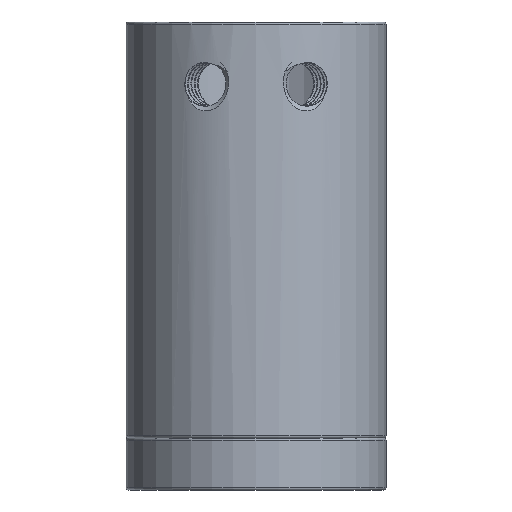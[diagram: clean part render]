
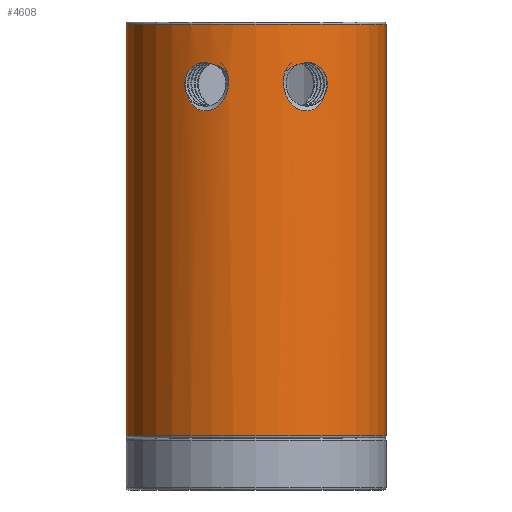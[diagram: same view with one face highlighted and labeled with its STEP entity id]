
A CAD part, front view. The second image highlights one B-rep face of the part: STEP entity #4608.
In plain terms, the highlighted cylindrical face has radius 12.5 mm (diameter 25 mm), a partial arc.
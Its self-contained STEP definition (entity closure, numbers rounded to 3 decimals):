
#3059=CARTESIAN_POINT('',(7.099,6.588,10.623));
#3060=CARTESIAN_POINT('',(7.244,6.542,10.652));
#3061=CARTESIAN_POINT('',(7.519,6.427,10.722));
#3062=CARTESIAN_POINT('',(7.897,6.182,10.866));
#3063=CARTESIAN_POINT('',(8.198,5.882,11.032));
#3064=CARTESIAN_POINT('',(8.411,5.546,11.205));
#3065=CARTESIAN_POINT('',(8.536,5.18,11.379));
#3066=CARTESIAN_POINT('',(8.57,4.799,11.545));
#3067=CARTESIAN_POINT('',(8.51,4.402,11.702));
#3068=CARTESIAN_POINT('',(8.347,3.999,11.845));
#3069=CARTESIAN_POINT('',(8.082,3.613,11.969));
#3070=CARTESIAN_POINT('',(7.71,3.256,12.07));
#3071=CARTESIAN_POINT('',(7.236,2.955,12.147));
#3072=CARTESIAN_POINT('',(6.68,2.737,12.197));
#3073=CARTESIAN_POINT('',(6.068,2.624,12.221));
#3074=CARTESIAN_POINT('',(5.422,2.631,12.22));
#3075=CARTESIAN_POINT('',(5.008,2.715,12.202));
#3076=CARTESIAN_POINT('',(4.802,2.777,12.188));
#3078=CARTESIAN_POINT('',(4.802,2.777,12.188));
#3079=CARTESIAN_POINT('',(4.702,2.879,12.164));
#3080=CARTESIAN_POINT('',(4.515,3.099,12.112));
#3081=CARTESIAN_POINT('',(4.27,3.502,12.002));
#3082=CARTESIAN_POINT('',(4.094,3.939,11.866));
#3083=CARTESIAN_POINT('',(4.028,4.234,11.762));
#3084=CARTESIAN_POINT('',(4.008,4.385,11.706));
#3086=CARTESIAN_POINT('',(4.802,-2.777,12.188));
#3087=CARTESIAN_POINT('',(5.008,-2.715,12.202));
#3088=CARTESIAN_POINT('',(5.422,-2.631,12.22));
#3089=CARTESIAN_POINT('',(6.067,-2.624,12.221));
#3090=CARTESIAN_POINT('',(6.68,-2.737,12.197));
#3091=CARTESIAN_POINT('',(7.235,-2.954,12.147));
#3092=CARTESIAN_POINT('',(7.71,-3.256,12.07));
#3093=CARTESIAN_POINT('',(8.081,-3.612,11.969));
#3094=CARTESIAN_POINT('',(8.347,-3.998,11.846));
#3095=CARTESIAN_POINT('',(8.511,-4.405,11.701));
#3096=CARTESIAN_POINT('',(8.57,-4.806,11.542));
#3097=CARTESIAN_POINT('',(8.535,-5.185,11.376));
#3098=CARTESIAN_POINT('',(8.41,-5.547,11.204));
#3099=CARTESIAN_POINT('',(8.198,-5.881,11.032));
#3100=CARTESIAN_POINT('',(7.897,-6.182,10.866));
#3101=CARTESIAN_POINT('',(7.519,-6.427,10.722));
#3102=CARTESIAN_POINT('',(7.245,-6.542,10.652));
#3103=CARTESIAN_POINT('',(7.099,-6.588,10.623));
#3105=CARTESIAN_POINT('',(4.008,-4.385,11.706));
#3106=CARTESIAN_POINT('',(4.028,-4.234,11.762));
#3107=CARTESIAN_POINT('',(4.094,-3.939,11.866));
#3108=CARTESIAN_POINT('',(4.27,-3.502,12.002));
#3109=CARTESIAN_POINT('',(4.515,-3.099,12.112));
#3110=CARTESIAN_POINT('',(4.702,-2.879,12.164));
#3111=CARTESIAN_POINT('',(4.802,-2.777,12.188));
#3113=CARTESIAN_POINT('',(39.8,0.,0.));
#3114=DIRECTION('',(-1.,0.,0.));
#3115=DIRECTION('',(0.,-1.,0.));
#3116=AXIS2_PLACEMENT_3D('',#3113,#3114,#3115);
#3118=CARTESIAN_POINT('',(0.2,0.,0.));
#3119=DIRECTION('',(-1.,0.,0.));
#3120=DIRECTION('',(0.,-1.,0.));
#3121=AXIS2_PLACEMENT_3D('',#3118,#3119,#3120);
#3200=CARTESIAN_POINT('',(4.008,4.385,11.706));
#3201=CARTESIAN_POINT('',(3.959,4.523,11.654));
#3202=CARTESIAN_POINT('',(3.893,4.807,11.542));
#3203=CARTESIAN_POINT('',(3.898,5.234,11.354));
#3204=CARTESIAN_POINT('',(4.006,5.645,11.156));
#3205=CARTESIAN_POINT('',(4.212,6.02,10.957));
#3206=CARTESIAN_POINT('',(4.508,6.342,10.774));
#3207=CARTESIAN_POINT('',(4.878,6.595,10.62));
#3208=CARTESIAN_POINT('',(5.303,6.768,10.51));
#3209=CARTESIAN_POINT('',(5.759,6.857,10.452));
#3210=CARTESIAN_POINT('',(6.226,6.858,10.451));
#3211=CARTESIAN_POINT('',(6.683,6.772,10.507));
#3212=CARTESIAN_POINT('',(6.966,6.659,10.579));
#3213=CARTESIAN_POINT('',(7.099,6.588,10.623));
#3939=DIRECTION('',(-1.,0.,0.));
#3940=VECTOR('',#3939,39.6);
#3941=CARTESIAN_POINT('',(39.8,12.5,0.));
#3942=LINE('',#3941,#3940);
#3948=DIRECTION('',(-1.,0.,0.));
#3949=VECTOR('',#3948,39.6);
#3950=CARTESIAN_POINT('',(39.8,-12.5,0.));
#3951=LINE('',#3950,#3949);
#3975=CARTESIAN_POINT('',(4.802,-2.777,12.188));
#4250=CARTESIAN_POINT('',(7.099,-6.588,10.623));
#4251=CARTESIAN_POINT('',(6.966,-6.659,10.579));
#4252=CARTESIAN_POINT('',(6.683,-6.772,10.507));
#4253=CARTESIAN_POINT('',(6.226,-6.858,10.451));
#4254=CARTESIAN_POINT('',(5.759,-6.857,10.452));
#4255=CARTESIAN_POINT('',(5.303,-6.768,10.51));
#4256=CARTESIAN_POINT('',(4.878,-6.595,10.62));
#4257=CARTESIAN_POINT('',(4.508,-6.342,10.774));
#4258=CARTESIAN_POINT('',(4.212,-6.02,10.957));
#4259=CARTESIAN_POINT('',(4.006,-5.645,11.156));
#4260=CARTESIAN_POINT('',(3.898,-5.234,11.354));
#4261=CARTESIAN_POINT('',(3.893,-4.807,11.542));
#4262=CARTESIAN_POINT('',(3.959,-4.523,11.654));
#4263=CARTESIAN_POINT('',(4.008,-4.385,11.706));
#4505=VERTEX_POINT('',#3059);
#4506=VERTEX_POINT('',#3076);
#4507=VERTEX_POINT('',#3084);
#4537=VERTEX_POINT('',#3975);
#4539=VERTEX_POINT('',#3103);
#4540=VERTEX_POINT('',#3105);
#4561=CARTESIAN_POINT('',(39.8,12.5,0.));
#4562=CARTESIAN_POINT('',(39.8,-12.5,0.));
#4563=VERTEX_POINT('',#4561);
#4564=VERTEX_POINT('',#4562);
#4573=CARTESIAN_POINT('',(0.2,12.5,0.));
#4574=CARTESIAN_POINT('',(0.2,-12.5,0.));
#4575=VERTEX_POINT('',#4573);
#4576=VERTEX_POINT('',#4574);
#4577=CARTESIAN_POINT('',(-2.,0.,0.));
#4578=DIRECTION('',(1.,0.,0.));
#4579=DIRECTION('',(0.,-1.,0.));
#4580=AXIS2_PLACEMENT_3D('',#4577,#4578,#4579);
#4581=CYLINDRICAL_SURFACE('',#4580,12.5);
#4583=ORIENTED_EDGE('',*,*,#4582,.F.);
#4585=ORIENTED_EDGE('',*,*,#4584,.T.);
#4587=ORIENTED_EDGE('',*,*,#4586,.T.);
#4589=ORIENTED_EDGE('',*,*,#4588,.F.);
#4590=EDGE_LOOP('',(#4583,#4585,#4587,#4589));
#4591=FACE_OUTER_BOUND('',#4590,.F.);
#4593=ORIENTED_EDGE('',*,*,#4592,.F.);
#4595=ORIENTED_EDGE('',*,*,#4594,.F.);
#4597=ORIENTED_EDGE('',*,*,#4596,.F.);
#4598=EDGE_LOOP('',(#4593,#4595,#4597));
#4599=FACE_BOUND('',#4598,.F.);
#4601=ORIENTED_EDGE('',*,*,#4600,.F.);
#4603=ORIENTED_EDGE('',*,*,#4602,.F.);
#4605=ORIENTED_EDGE('',*,*,#4604,.F.);
#4606=EDGE_LOOP('',(#4601,#4603,#4605));
#4607=FACE_BOUND('',#4606,.F.);
#3077=B_SPLINE_CURVE_WITH_KNOTS('',3,(#3059,#3060,#3061,#3062,#3063,#3064,#3065,
#3066,#3067,#3068,#3069,#3070,#3071,#3072,#3073,#3074,#3075,#3076),
.UNSPECIFIED.,.F.,.F.,(4,1,1,1,1,1,1,1,1,1,1,1,1,1,1,4),(0.,0.067,
0.133,0.2,0.267,0.333,0.4,
0.467,0.533,0.6,0.667,0.733,
0.8,0.867,0.933,1.),.UNSPECIFIED.);
#3085=B_SPLINE_CURVE_WITH_KNOTS('',3,(#3078,#3079,#3080,#3081,#3082,#3083,
#3084),.UNSPECIFIED.,.F.,.F.,(4,1,1,1,4),(0.,0.25,0.5,0.75,1.),
.UNSPECIFIED.);
#3104=B_SPLINE_CURVE_WITH_KNOTS('',3,(#3086,#3087,#3088,#3089,#3090,#3091,#3092,
#3093,#3094,#3095,#3096,#3097,#3098,#3099,#3100,#3101,#3102,#3103),
.UNSPECIFIED.,.F.,.F.,(4,1,1,1,1,1,1,1,1,1,1,1,1,1,1,4),(0.,0.067,
0.133,0.2,0.267,0.333,0.4,
0.467,0.533,0.6,0.667,0.733,
0.8,0.867,0.933,1.),.UNSPECIFIED.);
#3112=B_SPLINE_CURVE_WITH_KNOTS('',3,(#3105,#3106,#3107,#3108,#3109,#3110,
#3111),.UNSPECIFIED.,.F.,.F.,(4,1,1,1,4),(0.,0.25,0.5,0.75,1.),
.UNSPECIFIED.);
#3117=CIRCLE('',#3116,12.5);
#3122=CIRCLE('',#3121,12.5);
#3214=B_SPLINE_CURVE_WITH_KNOTS('',3,(#3200,#3201,#3202,#3203,#3204,#3205,#3206,
#3207,#3208,#3209,#3210,#3211,#3212,#3213),.UNSPECIFIED.,.F.,.F.,(4,1,1,1,1,1,1,
1,1,1,1,4),(0.,0.091,0.182,0.273,
0.364,0.455,0.545,0.636,
0.727,0.818,0.909,1.),.UNSPECIFIED.);
#4264=B_SPLINE_CURVE_WITH_KNOTS('',3,(#4250,#4251,#4252,#4253,#4254,#4255,#4256,
#4257,#4258,#4259,#4260,#4261,#4262,#4263),.UNSPECIFIED.,.F.,.F.,(4,1,1,1,1,1,1,
1,1,1,1,4),(0.,0.091,0.182,0.273,
0.364,0.455,0.545,0.636,
0.727,0.818,0.909,1.),.UNSPECIFIED.);
#4582=EDGE_CURVE('',#4564,#4563,#3117,.T.);
#4584=EDGE_CURVE('',#4564,#4576,#3951,.T.);
#4586=EDGE_CURVE('',#4576,#4575,#3122,.T.);
#4588=EDGE_CURVE('',#4563,#4575,#3942,.T.);
#4592=EDGE_CURVE('',#4537,#4539,#3104,.T.);
#4594=EDGE_CURVE('',#4540,#4537,#3112,.T.);
#4596=EDGE_CURVE('',#4539,#4540,#4264,.T.);
#4600=EDGE_CURVE('',#4505,#4506,#3077,.T.);
#4602=EDGE_CURVE('',#4507,#4505,#3214,.T.);
#4604=EDGE_CURVE('',#4506,#4507,#3085,.T.);
#4608=ADVANCED_FACE('',(#4591,#4599,#4607),#4581,.T.);
